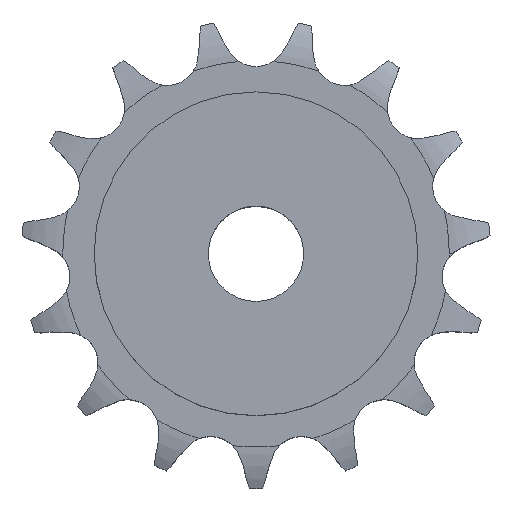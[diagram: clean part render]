
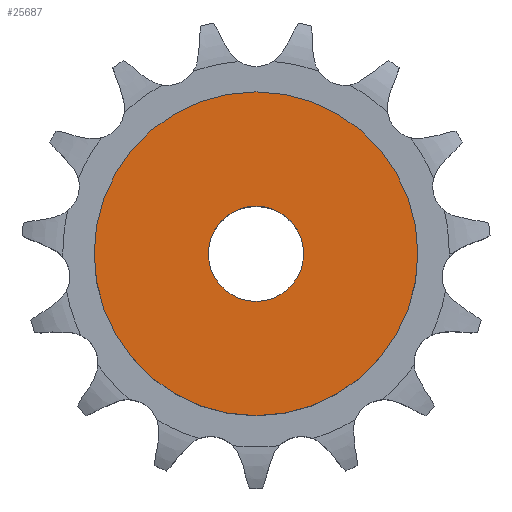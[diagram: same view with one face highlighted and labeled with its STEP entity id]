
A CAD part, top view. The second image highlights one B-rep face of the part: STEP entity #25687.
In plain terms, the highlighted planar face has unit normal (0, 0, 1).
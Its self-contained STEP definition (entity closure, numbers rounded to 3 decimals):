
#13704 = CYLINDRICAL_SURFACE('',#13705,5.);
#13705 = AXIS2_PLACEMENT_3D('',#13706,#13707,#13708);
#13706 = CARTESIAN_POINT('',(0.,0.,82.684));
#13707 = DIRECTION('',(0.,0.,1.));
#13708 = DIRECTION('',(1.,0.,0.));
#17545 = EDGE_CURVE('',#17546,#17546,#17548,.T.);
#17546 = VERTEX_POINT('',#17547);
#17547 = CARTESIAN_POINT('',(5.,0.,25.));
#17548 = SURFACE_CURVE('',#17549,(#17554,#17561),.PCURVE_S1.);
#17549 = CIRCLE('',#17550,5.);
#17550 = AXIS2_PLACEMENT_3D('',#17551,#17552,#17553);
#17551 = CARTESIAN_POINT('',(0.,0.,25.));
#17552 = DIRECTION('',(0.,0.,1.));
#17553 = DIRECTION('',(1.,0.,0.));
#17554 = PCURVE('',#13704,#17555);
#17555 = DEFINITIONAL_REPRESENTATION('',(#17556),#17560);
#17556 = LINE('',#17557,#17558);
#17557 = CARTESIAN_POINT('',(0.,-57.684));
#17558 = VECTOR('',#17559,1.);
#17559 = DIRECTION('',(1.,0.));
#17560 = ( GEOMETRIC_REPRESENTATION_CONTEXT(2) 
PARAMETRIC_REPRESENTATION_CONTEXT() REPRESENTATION_CONTEXT('2D SPACE',''
  ) );
#17561 = PCURVE('',#17562,#17567);
#17562 = PLANE('',#17563);
#17563 = AXIS2_PLACEMENT_3D('',#17564,#17565,#17566);
#17564 = CARTESIAN_POINT('',(0.,0.,25.)
  );
#17565 = DIRECTION('',(0.,0.,1.));
#17566 = DIRECTION('',(1.,0.,0.));
#17567 = DEFINITIONAL_REPRESENTATION('',(#17568),#17572);
#17568 = CIRCLE('',#17569,5.);
#17569 = AXIS2_PLACEMENT_2D('',#17570,#17571);
#17570 = CARTESIAN_POINT('',(0.,0.));
#17571 = DIRECTION('',(1.,0.));
#17572 = ( GEOMETRIC_REPRESENTATION_CONTEXT(2) 
PARAMETRIC_REPRESENTATION_CONTEXT() REPRESENTATION_CONTEXT('2D SPACE',''
  ) );
#25687 = ADVANCED_FACE('',(#25688,#25719),#17562,.T.);
#25688 = FACE_BOUND('',#25689,.T.);
#25689 = EDGE_LOOP('',(#25690));
#25690 = ORIENTED_EDGE('',*,*,#25691,.T.);
#25691 = EDGE_CURVE('',#25692,#25692,#25694,.T.);
#25692 = VERTEX_POINT('',#25693);
#25693 = CARTESIAN_POINT('',(17.,0.,25.));
#25694 = SURFACE_CURVE('',#25695,(#25700,#25707),.PCURVE_S1.);
#25695 = CIRCLE('',#25696,17.);
#25696 = AXIS2_PLACEMENT_3D('',#25697,#25698,#25699);
#25697 = CARTESIAN_POINT('',(0.,0.,25.));
#25698 = DIRECTION('',(0.,0.,1.));
#25699 = DIRECTION('',(1.,0.,0.));
#25700 = PCURVE('',#17562,#25701);
#25701 = DEFINITIONAL_REPRESENTATION('',(#25702),#25706);
#25702 = CIRCLE('',#25703,17.);
#25703 = AXIS2_PLACEMENT_2D('',#25704,#25705);
#25704 = CARTESIAN_POINT('',(0.,0.));
#25705 = DIRECTION('',(1.,0.));
#25706 = ( GEOMETRIC_REPRESENTATION_CONTEXT(2) 
PARAMETRIC_REPRESENTATION_CONTEXT() REPRESENTATION_CONTEXT('2D SPACE',''
  ) );
#25707 = PCURVE('',#25708,#25713);
#25708 = CYLINDRICAL_SURFACE('',#25709,17.);
#25709 = AXIS2_PLACEMENT_3D('',#25710,#25711,#25712);
#25710 = CARTESIAN_POINT('',(0.,0.,0.));
#25711 = DIRECTION('',(-0.,-0.,-1.));
#25712 = DIRECTION('',(1.,0.,0.));
#25713 = DEFINITIONAL_REPRESENTATION('',(#25714),#25718);
#25714 = LINE('',#25715,#25716);
#25715 = CARTESIAN_POINT('',(-0.,-25.));
#25716 = VECTOR('',#25717,1.);
#25717 = DIRECTION('',(-1.,0.));
#25718 = ( GEOMETRIC_REPRESENTATION_CONTEXT(2) 
PARAMETRIC_REPRESENTATION_CONTEXT() REPRESENTATION_CONTEXT('2D SPACE',''
  ) );
#25719 = FACE_BOUND('',#25720,.T.);
#25720 = EDGE_LOOP('',(#25721));
#25721 = ORIENTED_EDGE('',*,*,#17545,.F.);
